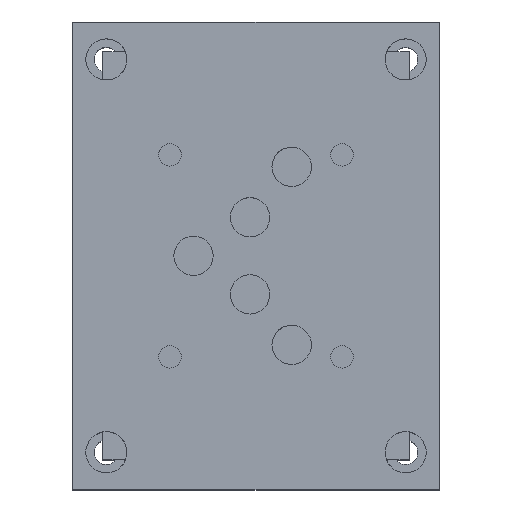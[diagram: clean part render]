
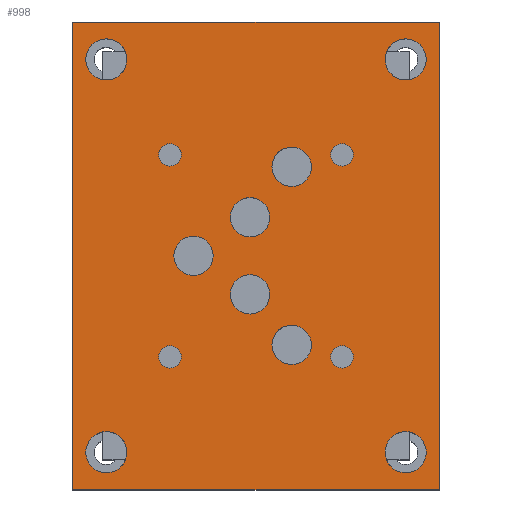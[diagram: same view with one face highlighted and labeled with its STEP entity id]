
A CAD part, top view. The second image highlights one B-rep face of the part: STEP entity #998.
In plain terms, the highlighted planar face has unit normal (0, 0, 1).
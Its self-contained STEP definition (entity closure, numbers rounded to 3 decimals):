
#49=ELLIPSE('',#1115,5.315,5.25);
#50=ELLIPSE('',#1119,5.315,5.25);
#84=CIRCLE('',#1113,3.);
#85=CIRCLE('',#1114,5.25);
#86=CIRCLE('',#1116,5.5);
#87=CIRCLE('',#1117,3.);
#88=CIRCLE('',#1118,5.25);
#89=CIRCLE('',#1120,5.5);
#90=CIRCLE('',#1121,5.25);
#91=CIRCLE('',#1122,5.5);
#92=CIRCLE('',#1123,5.25);
#93=CIRCLE('',#1124,3.);
#94=CIRCLE('',#1125,5.5);
#95=CIRCLE('',#1126,5.25);
#96=CIRCLE('',#1127,3.);
#228=ORIENTED_EDGE('',*,*,#427,.T.);
#229=ORIENTED_EDGE('',*,*,#431,.T.);
#230=ORIENTED_EDGE('',*,*,#435,.T.);
#231=ORIENTED_EDGE('',*,*,#438,.T.);
#232=ORIENTED_EDGE('',*,*,#444,.T.);
#233=ORIENTED_EDGE('',*,*,#445,.T.);
#234=ORIENTED_EDGE('',*,*,#446,.T.);
#235=ORIENTED_EDGE('',*,*,#447,.T.);
#236=ORIENTED_EDGE('',*,*,#448,.T.);
#237=ORIENTED_EDGE('',*,*,#449,.T.);
#238=ORIENTED_EDGE('',*,*,#450,.T.);
#239=ORIENTED_EDGE('',*,*,#451,.T.);
#240=ORIENTED_EDGE('',*,*,#452,.T.);
#241=ORIENTED_EDGE('',*,*,#453,.T.);
#242=ORIENTED_EDGE('',*,*,#454,.T.);
#243=ORIENTED_EDGE('',*,*,#455,.T.);
#244=ORIENTED_EDGE('',*,*,#456,.T.);
#245=ORIENTED_EDGE('',*,*,#457,.T.);
#246=ORIENTED_EDGE('',*,*,#458,.T.);
#427=EDGE_CURVE('',#534,#537,#620,.T.);
#431=EDGE_CURVE('',#537,#540,#623,.T.);
#435=EDGE_CURVE('',#540,#543,#626,.T.);
#438=EDGE_CURVE('',#543,#534,#628,.T.);
#444=EDGE_CURVE('',#550,#550,#84,.T.);
#445=EDGE_CURVE('',#551,#552,#85,.T.);
#446=EDGE_CURVE('',#552,#551,#49,.T.);
#447=EDGE_CURVE('',#553,#553,#86,.T.);
#448=EDGE_CURVE('',#554,#554,#87,.T.);
#449=EDGE_CURVE('',#555,#556,#88,.T.);
#450=EDGE_CURVE('',#556,#555,#50,.T.);
#451=EDGE_CURVE('',#557,#557,#89,.T.);
#452=EDGE_CURVE('',#558,#558,#90,.T.);
#453=EDGE_CURVE('',#559,#559,#91,.T.);
#454=EDGE_CURVE('',#560,#560,#92,.T.);
#455=EDGE_CURVE('',#561,#561,#93,.T.);
#456=EDGE_CURVE('',#562,#562,#94,.T.);
#457=EDGE_CURVE('',#563,#563,#95,.T.);
#458=EDGE_CURVE('',#564,#564,#96,.T.);
#534=VERTEX_POINT('',#1667);
#537=VERTEX_POINT('',#1672);
#540=VERTEX_POINT('',#1680);
#543=VERTEX_POINT('',#1688);
#550=VERTEX_POINT('',#1708);
#551=VERTEX_POINT('',#1710);
#552=VERTEX_POINT('',#1711);
#553=VERTEX_POINT('',#1714);
#554=VERTEX_POINT('',#1716);
#555=VERTEX_POINT('',#1718);
#556=VERTEX_POINT('',#1719);
#557=VERTEX_POINT('',#1722);
#558=VERTEX_POINT('',#1724);
#559=VERTEX_POINT('',#1726);
#560=VERTEX_POINT('',#1728);
#561=VERTEX_POINT('',#1730);
#562=VERTEX_POINT('',#1732);
#563=VERTEX_POINT('',#1734);
#564=VERTEX_POINT('',#1736);
#620=LINE('',#1673,#676);
#623=LINE('',#1681,#679);
#626=LINE('',#1689,#682);
#628=LINE('',#1694,#684);
#676=VECTOR('',#1338,1000.);
#679=VECTOR('',#1345,1000.);
#682=VECTOR('',#1352,1000.);
#684=VECTOR('',#1358,1000.);
#727=EDGE_LOOP('',(#228,#229,#230,#231));
#728=EDGE_LOOP('',(#232));
#729=EDGE_LOOP('',(#233,#234));
#730=EDGE_LOOP('',(#235));
#731=EDGE_LOOP('',(#236));
#732=EDGE_LOOP('',(#237,#238));
#733=EDGE_LOOP('',(#239));
#734=EDGE_LOOP('',(#240));
#735=EDGE_LOOP('',(#241));
#736=EDGE_LOOP('',(#242));
#737=EDGE_LOOP('',(#243));
#738=EDGE_LOOP('',(#244));
#739=EDGE_LOOP('',(#245));
#740=EDGE_LOOP('',(#246));
#845=FACE_BOUND('',#727,.T.);
#846=FACE_BOUND('',#728,.T.);
#847=FACE_BOUND('',#729,.T.);
#848=FACE_BOUND('',#730,.T.);
#849=FACE_BOUND('',#731,.T.);
#850=FACE_BOUND('',#732,.T.);
#851=FACE_BOUND('',#733,.T.);
#852=FACE_BOUND('',#734,.T.);
#853=FACE_BOUND('',#735,.T.);
#854=FACE_BOUND('',#736,.T.);
#855=FACE_BOUND('',#737,.T.);
#856=FACE_BOUND('',#738,.T.);
#857=FACE_BOUND('',#739,.T.);
#858=FACE_BOUND('',#740,.T.);
#955=PLANE('',#1112);
#998=ADVANCED_FACE('',(#845,#846,#847,#848,#849,#850,#851,#852,#853,#854,
#855,#856,#857,#858),#955,.T.);
#1112=AXIS2_PLACEMENT_3D('',#1706,#1371,#1372);
#1113=AXIS2_PLACEMENT_3D('',#1707,#1373,#1374);
#1114=AXIS2_PLACEMENT_3D('',#1709,#1375,#1376);
#1115=AXIS2_PLACEMENT_3D('',#1712,#1377,#1378);
#1116=AXIS2_PLACEMENT_3D('',#1713,#1379,#1380);
#1117=AXIS2_PLACEMENT_3D('',#1715,#1381,#1382);
#1118=AXIS2_PLACEMENT_3D('',#1717,#1383,#1384);
#1119=AXIS2_PLACEMENT_3D('',#1720,#1385,#1386);
#1120=AXIS2_PLACEMENT_3D('',#1721,#1387,#1388);
#1121=AXIS2_PLACEMENT_3D('',#1723,#1389,#1390);
#1122=AXIS2_PLACEMENT_3D('',#1725,#1391,#1392);
#1123=AXIS2_PLACEMENT_3D('',#1727,#1393,#1394);
#1124=AXIS2_PLACEMENT_3D('',#1729,#1395,#1396);
#1125=AXIS2_PLACEMENT_3D('',#1731,#1397,#1398);
#1126=AXIS2_PLACEMENT_3D('',#1733,#1399,#1400);
#1127=AXIS2_PLACEMENT_3D('',#1735,#1401,#1402);
#1338=DIRECTION('',(0.,1.,0.));
#1345=DIRECTION('',(-1.,0.,0.));
#1352=DIRECTION('',(0.,-1.,0.));
#1358=DIRECTION('',(1.,0.,0.));
#1371=DIRECTION('',(0.,0.,1.));
#1372=DIRECTION('',(1.,0.,0.));
#1373=DIRECTION('',(0.,0.,-1.));
#1374=DIRECTION('',(1.,0.,0.));
#1375=DIRECTION('',(0.,0.,-1.));
#1376=DIRECTION('',(1.,0.,0.));
#1377=DIRECTION('',(0.,0.,-1.));
#1378=DIRECTION('',(1.,0.,0.));
#1379=DIRECTION('',(0.,0.,-1.));
#1380=DIRECTION('',(1.,0.,0.));
#1381=DIRECTION('',(0.,0.,-1.));
#1382=DIRECTION('',(1.,0.,0.));
#1383=DIRECTION('',(0.,0.,-1.));
#1384=DIRECTION('',(1.,0.,0.));
#1385=DIRECTION('',(0.,0.,-1.));
#1386=DIRECTION('',(1.,0.,0.));
#1387=DIRECTION('',(0.,0.,-1.));
#1388=DIRECTION('',(1.,0.,0.));
#1389=DIRECTION('',(0.,0.,-1.));
#1390=DIRECTION('',(1.,0.,0.));
#1391=DIRECTION('',(0.,0.,-1.));
#1392=DIRECTION('',(1.,0.,0.));
#1393=DIRECTION('',(0.,0.,-1.));
#1394=DIRECTION('',(1.,0.,0.));
#1395=DIRECTION('',(0.,0.,-1.));
#1396=DIRECTION('',(1.,0.,0.));
#1397=DIRECTION('',(0.,0.,-1.));
#1398=DIRECTION('',(1.,0.,0.));
#1399=DIRECTION('',(0.,0.,-1.));
#1400=DIRECTION('',(1.,0.,0.));
#1401=DIRECTION('',(0.,0.,-1.));
#1402=DIRECTION('',(1.,0.,0.));
#1667=CARTESIAN_POINT('',(389.,0.,95.));
#1672=CARTESIAN_POINT('',(389.,125.,95.));
#1673=CARTESIAN_POINT('',(389.,62.5,95.));
#1680=CARTESIAN_POINT('',(291.,125.,95.));
#1681=CARTESIAN_POINT('',(340.,125.,95.));
#1688=CARTESIAN_POINT('',(291.,0.,95.));
#1689=CARTESIAN_POINT('',(291.,62.5,95.));
#1694=CARTESIAN_POINT('',(340.,0.,95.));
#1706=CARTESIAN_POINT('',(340.,62.5,95.));
#1707=CARTESIAN_POINT('',(317.,89.5,95.));
#1708=CARTESIAN_POINT('',(320.,89.5,95.));
#1709=CARTESIAN_POINT('',(349.5,86.3,95.));
#1710=CARTESIAN_POINT('',(349.5,81.05,95.));
#1711=CARTESIAN_POINT('',(349.5,91.55,95.));
#1712=CARTESIAN_POINT('',(349.5,86.3,95.));
#1713=CARTESIAN_POINT('',(380.,115.,95.));
#1714=CARTESIAN_POINT('',(385.5,115.,95.));
#1715=CARTESIAN_POINT('',(317.,35.5,95.));
#1716=CARTESIAN_POINT('',(320.,35.5,95.));
#1717=CARTESIAN_POINT('',(349.5,38.7,95.));
#1718=CARTESIAN_POINT('',(349.5,33.45,95.));
#1719=CARTESIAN_POINT('',(349.5,43.95,95.));
#1720=CARTESIAN_POINT('',(349.5,38.7,95.));
#1721=CARTESIAN_POINT('',(380.,10.,95.));
#1722=CARTESIAN_POINT('',(385.5,10.,95.));
#1723=CARTESIAN_POINT('',(323.3,62.5,95.));
#1724=CARTESIAN_POINT('',(328.55,62.5,95.));
#1725=CARTESIAN_POINT('',(300.,10.,95.));
#1726=CARTESIAN_POINT('',(305.5,10.,95.));
#1727=CARTESIAN_POINT('',(338.4,52.2,95.));
#1728=CARTESIAN_POINT('',(343.65,52.2,95.));
#1729=CARTESIAN_POINT('',(363.,35.5,95.));
#1730=CARTESIAN_POINT('',(366.,35.5,95.));
#1731=CARTESIAN_POINT('',(300.,115.,95.));
#1732=CARTESIAN_POINT('',(305.5,115.,95.));
#1733=CARTESIAN_POINT('',(338.4,72.8,95.));
#1734=CARTESIAN_POINT('',(343.65,72.8,95.));
#1735=CARTESIAN_POINT('',(363.,89.5,95.));
#1736=CARTESIAN_POINT('',(366.,89.5,95.));
